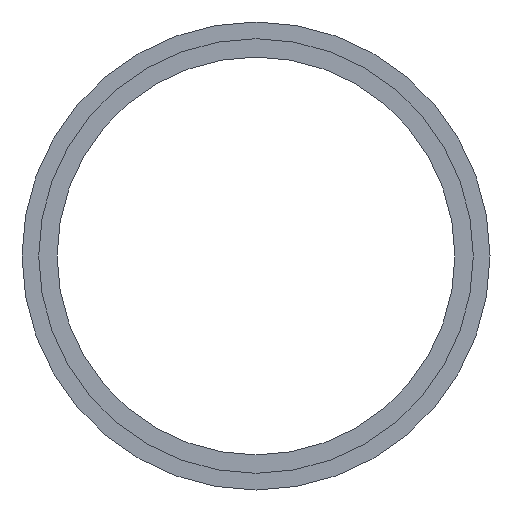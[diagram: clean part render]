
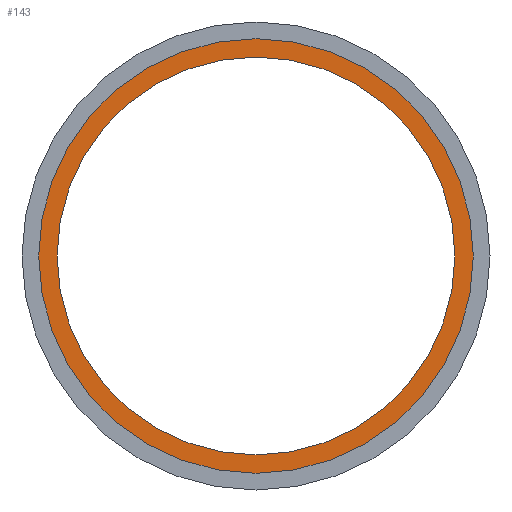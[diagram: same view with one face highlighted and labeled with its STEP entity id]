
A CAD part, front view. The second image highlights one B-rep face of the part: STEP entity #143.
In plain terms, the highlighted planar face has unit normal (0, -1, 0).
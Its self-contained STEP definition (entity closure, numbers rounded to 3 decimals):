
#8 = ORIENTED_EDGE ( 'NONE', *, *, #107, .T. ) ;
#9 = ORIENTED_EDGE ( 'NONE', *, *, #33, .T. ) ;
#18 = CIRCLE ( 'NONE', #228, 23.8 ) ;
#19 = CARTESIAN_POINT ( 'NONE',  ( 26., -0.545, 0. ) ) ;
#21 = AXIS2_PLACEMENT_3D ( 'NONE', #89, #355, #155 ) ;
#23 = CARTESIAN_POINT ( 'NONE',  ( 0., -0.545, 0. ) ) ;
#33 = EDGE_CURVE ( 'NONE', #429, #118, #18, .T. ) ;
#58 = DIRECTION ( 'NONE',  ( -1., 0., 0. ) ) ;
#86 = PLANE ( 'NONE',  #21 ) ;
#89 = CARTESIAN_POINT ( 'NONE',  ( 23.8, -0.545, 0. ) ) ;
#107 = EDGE_CURVE ( 'NONE', #118, #429, #386, .T. ) ;
#117 = CARTESIAN_POINT ( 'NONE',  ( 23.8, -0.545, 0. ) ) ;
#118 = VERTEX_POINT ( 'NONE', #117 ) ;
#143 = ADVANCED_FACE ( 'NONE', ( #269, #185 ), #86, .F. ) ;
#155 = DIRECTION ( 'NONE',  ( -1., 0., 0. ) ) ;
#159 = ORIENTED_EDGE ( 'NONE', *, *, #187, .F. ) ;
#170 = DIRECTION ( 'NONE',  ( -1., 0., 0. ) ) ;
#175 = AXIS2_PLACEMENT_3D ( 'NONE', #23, #388, #387 ) ;
#185 = FACE_BOUND ( 'NONE', #389, .T. ) ;
#187 = EDGE_CURVE ( 'NONE', #208, #336, #350, .T. ) ;
#198 = CIRCLE ( 'NONE', #207, 26. ) ;
#199 = DIRECTION ( 'NONE',  ( 0., 1., 0. ) ) ;
#207 = AXIS2_PLACEMENT_3D ( 'NONE', #399, #373, #170 ) ;
#208 = VERTEX_POINT ( 'NONE', #257 ) ;
#228 = AXIS2_PLACEMENT_3D ( 'NONE', #365, #199, #400 ) ;
#240 = CARTESIAN_POINT ( 'NONE',  ( -23.8, -0.545, 0. ) ) ;
#242 = CARTESIAN_POINT ( 'NONE',  ( 0., -0.545, 0. ) ) ;
#257 = CARTESIAN_POINT ( 'NONE',  ( -26., -0.545, 0. ) ) ;
#261 = DIRECTION ( 'NONE',  ( 0., 1., 0. ) ) ;
#269 = FACE_OUTER_BOUND ( 'NONE', #271, .T. ) ;
#271 = EDGE_LOOP ( 'NONE', ( #159, #301 ) ) ;
#301 = ORIENTED_EDGE ( 'NONE', *, *, #396, .F. ) ;
#336 = VERTEX_POINT ( 'NONE', #19 ) ;
#350 = CIRCLE ( 'NONE', #175, 26. ) ;
#355 = DIRECTION ( 'NONE',  ( 0., 1., 0. ) ) ;
#365 = CARTESIAN_POINT ( 'NONE',  ( 0., -0.545, 0. ) ) ;
#373 = DIRECTION ( 'NONE',  ( 0., 1., 0. ) ) ;
#386 = CIRCLE ( 'NONE', #432, 23.8 ) ;
#387 = DIRECTION ( 'NONE',  ( -1., 0., 0. ) ) ;
#388 = DIRECTION ( 'NONE',  ( 0., 1., 0. ) ) ;
#389 = EDGE_LOOP ( 'NONE', ( #9, #8 ) ) ;
#396 = EDGE_CURVE ( 'NONE', #336, #208, #198, .T. ) ;
#399 = CARTESIAN_POINT ( 'NONE',  ( 0., -0.545, 0. ) ) ;
#400 = DIRECTION ( 'NONE',  ( -1., 0., 0. ) ) ;
#429 = VERTEX_POINT ( 'NONE', #240 ) ;
#432 = AXIS2_PLACEMENT_3D ( 'NONE', #242, #261, #58 ) ;
